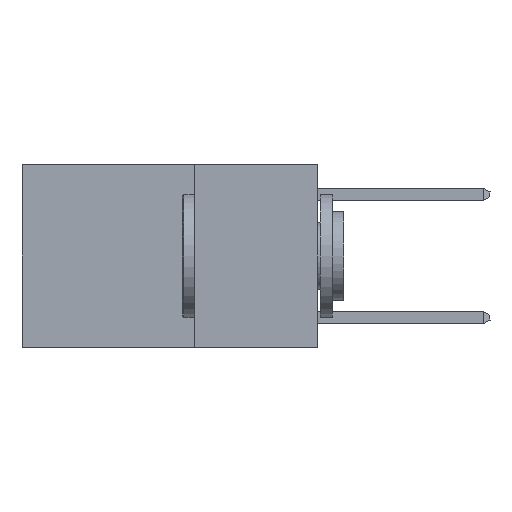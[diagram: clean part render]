
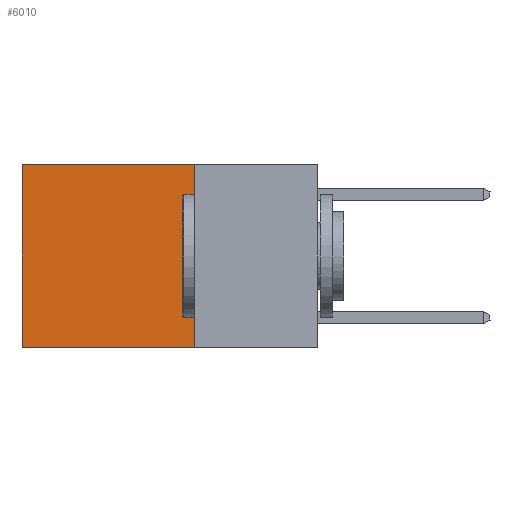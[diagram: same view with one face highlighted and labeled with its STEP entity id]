
A CAD part, left-side view. The second image highlights one B-rep face of the part: STEP entity #6010.
In plain terms, the highlighted planar face has unit normal (-1, 0, 0).
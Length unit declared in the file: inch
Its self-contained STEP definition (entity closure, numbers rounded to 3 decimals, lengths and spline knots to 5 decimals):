
#308 = ORIENTED_EDGE ( 'NONE', *, *, #9552, .T. ) ;
#641 = PLANE ( 'NONE',  #16434 ) ;
#1452 = CARTESIAN_POINT ( 'NONE',  ( 0.2625, 0.25, -0.37 ) ) ;
#2189 = VECTOR ( 'NONE', #11682, 39.37008 ) ;
#2645 = CARTESIAN_POINT ( 'NONE',  ( 0.2625, 0.6, -0.37 ) ) ;
#2891 = LINE ( 'NONE', #17083, #12218 ) ;
#3926 = EDGE_CURVE ( 'NONE', #14131, #4043, #2891, .T. ) ;
#4043 = VERTEX_POINT ( 'NONE', #2645 ) ;
#4051 = VERTEX_POINT ( 'NONE', #18923 ) ;
#5884 = CARTESIAN_POINT ( 'NONE',  ( 0.2625, 0.25, 0. ) ) ;
#6010 = ADVANCED_FACE ( 'NONE', ( #14585 ), #641, .F. ) ;
#6038 = CARTESIAN_POINT ( 'NONE',  ( 0.2625, 0.25, 0. ) ) ;
#6274 = EDGE_CURVE ( 'NONE', #24635, #4051, #9577, .T. ) ;
#7185 = LINE ( 'NONE', #21357, #19421 ) ;
#7508 = EDGE_LOOP ( 'NONE', ( #308, #7841, #10446, #20128 ) ) ;
#7841 = ORIENTED_EDGE ( 'NONE', *, *, #3926, .F. ) ;
#8483 = LINE ( 'NONE', #20282, #13132 ) ;
#9552 = EDGE_CURVE ( 'NONE', #4051, #4043, #8483, .T. ) ;
#9577 = LINE ( 'NONE', #5884, #2189 ) ;
#10381 = CARTESIAN_POINT ( 'NONE',  ( 0.2625, 0.25, 0. ) ) ;
#10446 = ORIENTED_EDGE ( 'NONE', *, *, #23243, .F. ) ;
#11682 = DIRECTION ( 'NONE',  ( 0., 1., 0. ) ) ;
#12218 = VECTOR ( 'NONE', #19055, 39.37008 ) ;
#12350 = DIRECTION ( 'NONE',  ( 0., 0., -1. ) ) ;
#13132 = VECTOR ( 'NONE', #16360, 39.37008 ) ;
#13502 = DIRECTION ( 'NONE',  ( 0., 0., -1. ) ) ;
#14131 = VERTEX_POINT ( 'NONE', #1452 ) ;
#14585 = FACE_OUTER_BOUND ( 'NONE', #7508, .T. ) ;
#16360 = DIRECTION ( 'NONE',  ( 0., 0., -1. ) ) ;
#16434 = AXIS2_PLACEMENT_3D ( 'NONE', #10381, #16549, #12350 ) ;
#16549 = DIRECTION ( 'NONE',  ( 1., 0., 0. ) ) ;
#17083 = CARTESIAN_POINT ( 'NONE',  ( 0.2625, 0.25, -0.37 ) ) ;
#18923 = CARTESIAN_POINT ( 'NONE',  ( 0.2625, 0.6, 0. ) ) ;
#19055 = DIRECTION ( 'NONE',  ( 0., 1., 0. ) ) ;
#19421 = VECTOR ( 'NONE', #13502, 39.37008 ) ;
#20128 = ORIENTED_EDGE ( 'NONE', *, *, #6274, .T. ) ;
#20282 = CARTESIAN_POINT ( 'NONE',  ( 0.2625, 0.6, 0. ) ) ;
#21357 = CARTESIAN_POINT ( 'NONE',  ( 0.2625, 0.25, 0. ) ) ;
#23243 = EDGE_CURVE ( 'NONE', #24635, #14131, #7185, .T. ) ;
#24635 = VERTEX_POINT ( 'NONE', #6038 ) ;
